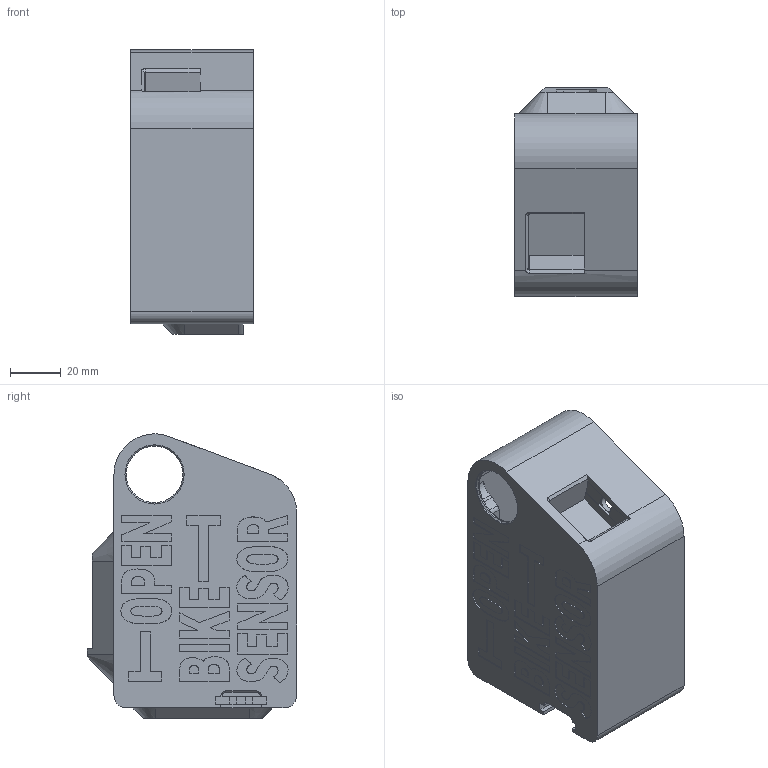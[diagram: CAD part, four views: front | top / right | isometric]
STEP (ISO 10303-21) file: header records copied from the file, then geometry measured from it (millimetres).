
FILE_DESCRIPTION(/* description */ (''),/* implementation_level */ '2;1');
FILE_NAME(/* name */ 'OBS-C-001-HeatSetInserts2_logo_negativ.stp',/* time_stamp */ '2021-04-11T21:26:12+02:00',/* author */ ('hpcthobs'),/* organization */ (''),/* preprocessor_version */ 'ST-DEVELOPER v18.1',/* originating_system */ 'Autodesk Inventor 2021',/* authorisation */ '');
FILE_SCHEMA (('AUTOMOTIVE_DESIGN { 1 0 10303 214 3 1 1 }'));
Length unit declared in the file: millimetre
Products named in the file (1): OBS-C-001-HeatSetInserts2_logo_negativ
Bounding box: 48.4 x 82.5 x 111.99 mm (x, y, z)
Volume: 66343.4 mm3; surface area: 50119.8 mm2
Topology: 1 solids, 1 shells, 612 faces, 1804 edges, 1368 vertices
Faces by surface type: plane 327, bspline 172, cylinder 80, cone 31, torus 1, sphere 1
Full cylindrical faces by diameter (mm): 3.2 x4, 4 x10, 5 x5, 6 x1, 22.3 x1, 23.3 x1
Entity records: 20951 total; most frequent: CARTESIAN_POINT 6011, ORIENTED_EDGE 3320, DIRECTION 2476, EDGE_CURVE 1660, LINE 1106, VECTOR 1106, VERTEX_POINT 1092, AXIS2_PLACEMENT_3D 685
